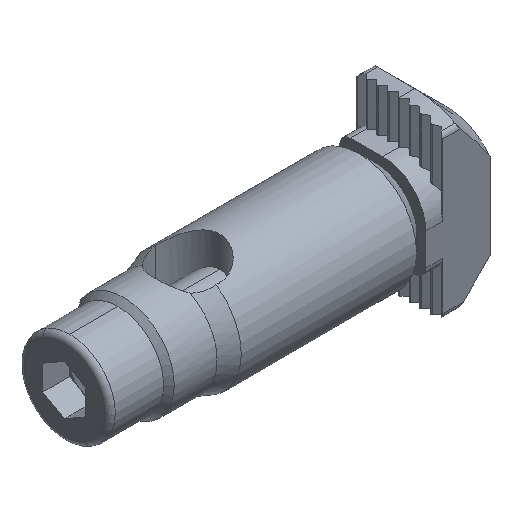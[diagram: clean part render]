
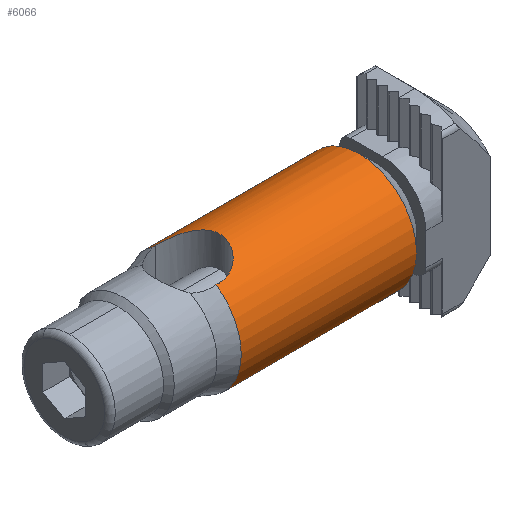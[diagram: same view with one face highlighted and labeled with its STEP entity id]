
A CAD part, isometric view. The second image highlights one B-rep face of the part: STEP entity #6066.
In plain terms, the highlighted cylindrical face has radius 5.35 mm (diameter 10.7 mm), a partial arc.
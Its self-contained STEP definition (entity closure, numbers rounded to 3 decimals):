
#2311=CARTESIAN_POINT('',(-1.5,10.402,0.));
#2312=DIRECTION('',(1.,0.,0.));
#2313=DIRECTION('',(0.,0.738,0.674));
#2314=AXIS2_PLACEMENT_3D('',#2311,#2312,#2313);
#2337=CARTESIAN_POINT('',(-1.5,10.402,0.));
#2338=DIRECTION('',(1.,0.,0.));
#2339=DIRECTION('',(0.,0.,-1.));
#2340=AXIS2_PLACEMENT_3D('',#2337,#2338,#2339);
#2352=CARTESIAN_POINT('',(-1.5,10.402,0.));
#2353=DIRECTION('',(1.,0.,0.));
#2354=DIRECTION('',(0.,0.,1.));
#2355=AXIS2_PLACEMENT_3D('',#2352,#2353,#2354);
#2360=CARTESIAN_POINT('',(-17.5,7.402,4.43));
#2361=CARTESIAN_POINT('',(-17.331,7.402,4.43));
#2362=CARTESIAN_POINT('',(-16.991,7.43,4.449));
#2363=CARTESIAN_POINT('',(-16.476,7.564,4.537));
#2364=CARTESIAN_POINT('',(-15.961,7.804,4.681));
#2365=CARTESIAN_POINT('',(-15.48,8.157,4.863));
#2366=CARTESIAN_POINT('',(-15.078,8.599,5.046));
#2367=CARTESIAN_POINT('',(-14.781,9.093,5.196));
#2368=CARTESIAN_POINT('',(-14.589,9.611,5.3));
#2369=CARTESIAN_POINT('',(-14.496,10.137,5.352));
#2370=CARTESIAN_POINT('',(-14.496,10.666,5.352));
#2371=CARTESIAN_POINT('',(-14.589,11.192,5.3));
#2372=CARTESIAN_POINT('',(-14.781,11.71,5.196));
#2373=CARTESIAN_POINT('',(-15.078,12.204,5.046));
#2374=CARTESIAN_POINT('',(-15.48,12.646,4.863));
#2375=CARTESIAN_POINT('',(-15.961,12.999,4.681));
#2376=CARTESIAN_POINT('',(-16.476,13.239,4.537));
#2377=CARTESIAN_POINT('',(-16.991,13.373,4.449));
#2378=CARTESIAN_POINT('',(-17.331,13.402,4.43));
#2379=CARTESIAN_POINT('',(-17.5,13.402,4.43));
#2384=DIRECTION('',(-1.,0.,0.));
#2385=VECTOR('',#2384,16.352);
#2386=CARTESIAN_POINT('',(-1.5,14.352,3.608));
#2387=LINE('',#2386,#2385);
#2391=DIRECTION('',(1.,0.,0.));
#2392=VECTOR('',#2391,16.352);
#2393=CARTESIAN_POINT('',(-17.852,14.352,
-3.608));
#2394=LINE('',#2393,#2392);
#2398=CARTESIAN_POINT('',(-17.5,13.402,-4.43));
#2399=CARTESIAN_POINT('',(-17.331,13.402,
-4.43));
#2400=CARTESIAN_POINT('',(-16.991,13.373,
-4.449));
#2401=CARTESIAN_POINT('',(-16.476,13.239,
-4.537));
#2402=CARTESIAN_POINT('',(-15.961,12.999,
-4.681));
#2403=CARTESIAN_POINT('',(-15.48,12.647,
-4.863));
#2404=CARTESIAN_POINT('',(-15.078,12.204,
-5.046));
#2405=CARTESIAN_POINT('',(-14.781,11.71,
-5.196));
#2406=CARTESIAN_POINT('',(-14.589,11.193,
-5.3));
#2407=CARTESIAN_POINT('',(-14.496,10.666,
-5.352));
#2408=CARTESIAN_POINT('',(-14.496,10.137,
-5.352));
#2409=CARTESIAN_POINT('',(-14.589,9.611,-5.3));
#2410=CARTESIAN_POINT('',(-14.781,9.093,
-5.196));
#2411=CARTESIAN_POINT('',(-15.078,8.599,
-5.046));
#2412=CARTESIAN_POINT('',(-15.48,8.157,
-4.863));
#2413=CARTESIAN_POINT('',(-15.961,7.804,
-4.681));
#2414=CARTESIAN_POINT('',(-16.476,7.564,
-4.537));
#2415=CARTESIAN_POINT('',(-16.991,7.43,
-4.449));
#2416=CARTESIAN_POINT('',(-17.331,7.402,
-4.43));
#2417=CARTESIAN_POINT('',(-17.5,7.402,-4.43));
#2429=CARTESIAN_POINT('',(-17.852,7.422,4.444));
#2430=CARTESIAN_POINT('',(-17.813,7.418,4.441));
#2431=CARTESIAN_POINT('',(-17.735,7.41,4.435));
#2432=CARTESIAN_POINT('',(-17.617,7.403,4.431));
#2433=CARTESIAN_POINT('',(-17.539,7.402,4.43));
#2434=CARTESIAN_POINT('',(-17.5,7.402,4.43));
#2450=CARTESIAN_POINT('',(-17.852,13.381,4.444));
#2461=CARTESIAN_POINT('',(-17.5,13.402,4.43));
#2462=CARTESIAN_POINT('',(-17.539,13.402,4.43));
#2463=CARTESIAN_POINT('',(-17.617,13.4,4.431));
#2464=CARTESIAN_POINT('',(-17.735,13.393,4.435));
#2465=CARTESIAN_POINT('',(-17.813,13.386,4.441));
#2466=CARTESIAN_POINT('',(-17.852,13.381,4.444));
#2478=CARTESIAN_POINT('',(-17.852,13.381,
-4.444));
#2479=CARTESIAN_POINT('',(-17.813,13.386,
-4.441));
#2480=CARTESIAN_POINT('',(-17.735,13.393,
-4.435));
#2481=CARTESIAN_POINT('',(-17.617,13.4,
-4.431));
#2482=CARTESIAN_POINT('',(-17.539,13.402,
-4.43));
#2483=CARTESIAN_POINT('',(-17.5,13.402,-4.43));
#2510=CARTESIAN_POINT('',(-17.5,7.402,-4.43));
#2511=CARTESIAN_POINT('',(-17.539,7.402,
-4.43));
#2512=CARTESIAN_POINT('',(-17.617,7.403,
-4.431));
#2513=CARTESIAN_POINT('',(-17.735,7.41,
-4.435));
#2514=CARTESIAN_POINT('',(-17.813,7.418,
-4.441));
#2515=CARTESIAN_POINT('',(-17.852,7.422,
-4.444));
#2520=CARTESIAN_POINT('',(-17.852,10.402,0.));
#2521=DIRECTION('',(-1.,0.,0.));
#2522=DIRECTION('',(0.,-0.557,-0.831));
#2523=AXIS2_PLACEMENT_3D('',#2520,#2521,#2522);
#2590=CARTESIAN_POINT('',(-17.852,10.402,0.));
#2591=DIRECTION('',(-1.,0.,0.));
#2592=DIRECTION('',(0.,0.738,-0.674));
#2593=AXIS2_PLACEMENT_3D('',#2590,#2591,#2592);
#3017=CARTESIAN_POINT('',(-17.852,10.402,0.));
#3018=DIRECTION('',(-1.,0.,0.));
#3019=DIRECTION('',(0.,0.557,0.831));
#3020=AXIS2_PLACEMENT_3D('',#3017,#3018,#3019);
#3621=CARTESIAN_POINT('',(-17.5,13.402,-4.43));
#3622=CARTESIAN_POINT('',(-17.5,13.402,4.43));
#3623=VERTEX_POINT('',#3621);
#3624=VERTEX_POINT('',#3622);
#3625=VERTEX_POINT('',#2510);
#3626=VERTEX_POINT('',#2515);
#3627=VERTEX_POINT('',#2478);
#3630=CARTESIAN_POINT('',(-17.852,14.352,
-3.608));
#3631=VERTEX_POINT('',#3630);
#3640=CARTESIAN_POINT('',(-1.5,10.402,5.35));
#3642=VERTEX_POINT('',#3640);
#3647=VERTEX_POINT('',#2450);
#3657=VERTEX_POINT('',#2429);
#3658=VERTEX_POINT('',#2434);
#3659=CARTESIAN_POINT('',(-1.5,14.352,3.608));
#3660=CARTESIAN_POINT('',(-17.852,14.352,3.608));
#3661=VERTEX_POINT('',#3659);
#3662=VERTEX_POINT('',#3660);
#3669=CARTESIAN_POINT('',(-1.5,10.402,-5.35));
#3670=VERTEX_POINT('',#3669);
#3671=CARTESIAN_POINT('',(-1.5,14.352,-3.608));
#3672=VERTEX_POINT('',#3671);
#6034=CARTESIAN_POINT('',(0.,10.402,0.));
#6035=DIRECTION('',(1.,0.,0.));
#6036=DIRECTION('',(0.,0.,-1.));
#6037=AXIS2_PLACEMENT_3D('',#6034,#6035,#6036);
#6038=CYLINDRICAL_SURFACE('',#6037,5.35);
#6040=ORIENTED_EDGE('',*,*,#6039,.T.);
#6042=ORIENTED_EDGE('',*,*,#6041,.T.);
#6044=ORIENTED_EDGE('',*,*,#6043,.T.);
#6046=ORIENTED_EDGE('',*,*,#6045,.F.);
#6047=ORIENTED_EDGE('',*,*,#5986,.T.);
#6048=ORIENTED_EDGE('',*,*,#6015,.T.);
#6049=ORIENTED_EDGE('',*,*,#5990,.T.);
#6051=ORIENTED_EDGE('',*,*,#6050,.F.);
#6053=ORIENTED_EDGE('',*,*,#6052,.T.);
#6055=ORIENTED_EDGE('',*,*,#6054,.T.);
#6057=ORIENTED_EDGE('',*,*,#6056,.T.);
#6059=ORIENTED_EDGE('',*,*,#6058,.T.);
#6061=ORIENTED_EDGE('',*,*,#6060,.T.);
#6063=ORIENTED_EDGE('',*,*,#6062,.T.);
#6064=EDGE_LOOP('',(#6040,#6042,#6044,#6046,#6047,#6048,#6049,#6051,#6053,#6055,
#6057,#6059,#6061,#6063));
#6065=FACE_OUTER_BOUND('',#6064,.F.);
#2315=CIRCLE('',#2314,5.35);
#2341=CIRCLE('',#2340,5.35);
#2356=CIRCLE('',#2355,5.35);
#2380=B_SPLINE_CURVE_WITH_KNOTS('',3,(#2360,#2361,#2362,#2363,#2364,#2365,#2366,
#2367,#2368,#2369,#2370,#2371,#2372,#2373,#2374,#2375,#2376,#2377,#2378,#2379),
.UNSPECIFIED.,.F.,.F.,(4,1,1,1,1,1,1,1,1,1,1,1,1,1,1,1,1,4),(0.,
0.059,0.118,0.176,0.235,
0.294,0.353,0.412,0.471,
0.529,0.588,0.647,0.706,
0.765,0.824,0.882,0.941,1.),
.UNSPECIFIED.);
#2418=B_SPLINE_CURVE_WITH_KNOTS('',3,(#2398,#2399,#2400,#2401,#2402,#2403,#2404,
#2405,#2406,#2407,#2408,#2409,#2410,#2411,#2412,#2413,#2414,#2415,#2416,#2417),
.UNSPECIFIED.,.F.,.F.,(4,1,1,1,1,1,1,1,1,1,1,1,1,1,1,1,1,4),(0.,
0.059,0.118,0.176,0.235,
0.294,0.353,0.412,0.471,
0.529,0.588,0.647,0.706,
0.765,0.824,0.882,0.941,1.),
.UNSPECIFIED.);
#2435=B_SPLINE_CURVE_WITH_KNOTS('',3,(#2429,#2430,#2431,#2432,#2433,#2434),
.UNSPECIFIED.,.F.,.F.,(4,1,1,4),(0.,0.333,0.667,1.),
.UNSPECIFIED.);
#2467=B_SPLINE_CURVE_WITH_KNOTS('',3,(#2461,#2462,#2463,#2464,#2465,#2466),
.UNSPECIFIED.,.F.,.F.,(4,1,1,4),(0.,0.333,0.667,1.),
.UNSPECIFIED.);
#2484=B_SPLINE_CURVE_WITH_KNOTS('',3,(#2478,#2479,#2480,#2481,#2482,#2483),
.UNSPECIFIED.,.F.,.F.,(4,1,1,4),(0.,0.333,0.667,1.),
.UNSPECIFIED.);
#2516=B_SPLINE_CURVE_WITH_KNOTS('',3,(#2510,#2511,#2512,#2513,#2514,#2515),
.UNSPECIFIED.,.F.,.F.,(4,1,1,4),(0.,0.333,0.667,1.),
.UNSPECIFIED.);
#2524=CIRCLE('',#2523,5.35);
#2594=CIRCLE('',#2593,5.35);
#3021=CIRCLE('',#3020,5.35);
#5986=EDGE_CURVE('',#3661,#3642,#2315,.T.);
#5990=EDGE_CURVE('',#3670,#3672,#2341,.T.);
#6015=EDGE_CURVE('',#3642,#3670,#2356,.T.);
#6039=EDGE_CURVE('',#3658,#3624,#2380,.T.);
#6041=EDGE_CURVE('',#3624,#3647,#2467,.T.);
#6043=EDGE_CURVE('',#3647,#3662,#3021,.T.);
#6045=EDGE_CURVE('',#3661,#3662,#2387,.T.);
#6050=EDGE_CURVE('',#3631,#3672,#2394,.T.);
#6052=EDGE_CURVE('',#3631,#3627,#2594,.T.);
#6054=EDGE_CURVE('',#3627,#3623,#2484,.T.);
#6056=EDGE_CURVE('',#3623,#3625,#2418,.T.);
#6058=EDGE_CURVE('',#3625,#3626,#2516,.T.);
#6060=EDGE_CURVE('',#3626,#3657,#2524,.T.);
#6062=EDGE_CURVE('',#3657,#3658,#2435,.T.);
#6066=ADVANCED_FACE('',(#6065),#6038,.T.);
